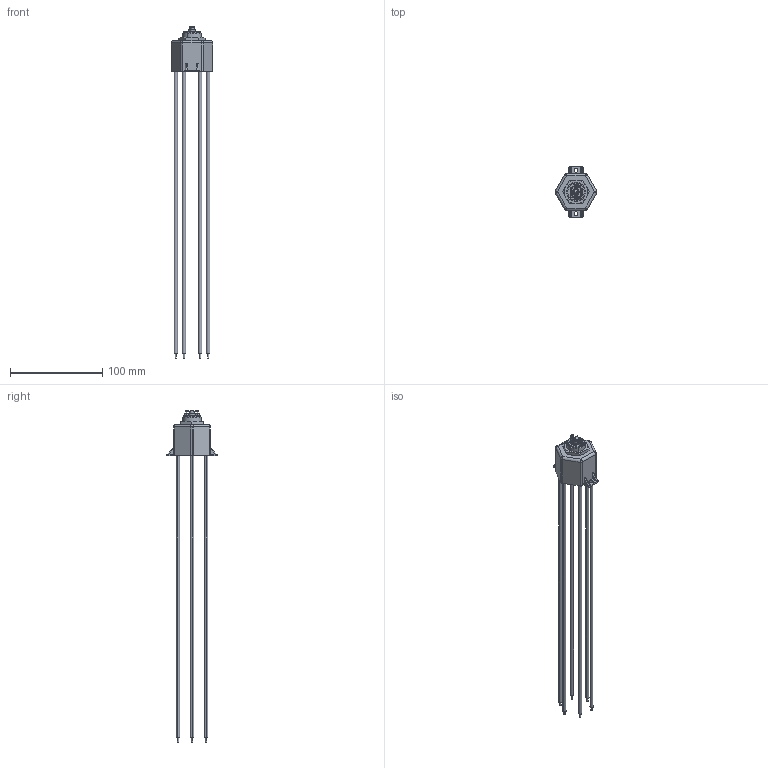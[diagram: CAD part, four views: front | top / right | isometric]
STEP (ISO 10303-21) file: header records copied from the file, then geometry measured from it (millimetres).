
FILE_DESCRIPTION (( 'STEP AP214' ), '1' );
FILE_NAME ('G13_step_121812.STEP', '2012-12-18T17:28:18', ( 'RUlrich' ), ( 'Genco' ), 'SwSTEP 2.0', 'SolidWorks 2010', '' );
FILE_SCHEMA (( 'AUTOMOTIVE_DESIGN' ));
Length unit declared in the file: inch
Products named in the file (1): G13_step_121812
Bounding box: 45.26 x 54.36 x 359.56 mm (x, y, z)
Volume: 53944.3 mm3; surface area: 45852 mm2
Topology: 15 solids, 15 shells, 540 faces, 1288 edges, 829 vertices
Faces by surface type: plane 242, cylinder 191, bspline 71, cone 18, sphere 14, torus 4
Entity records: 27983 total; most frequent: CARTESIAN_POINT 8465, ORIENTED_EDGE 2560, DIRECTION 2417, EDGE_CURVE 1280, AXIS2_PLACEMENT_3D 865, VERTEX_POINT 829, LINE 687, VECTOR 687
